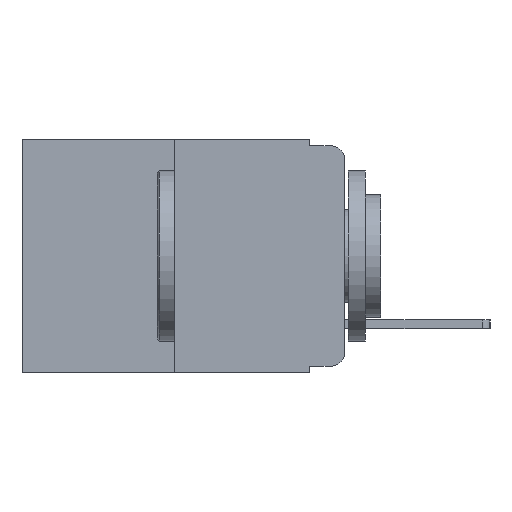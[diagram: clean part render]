
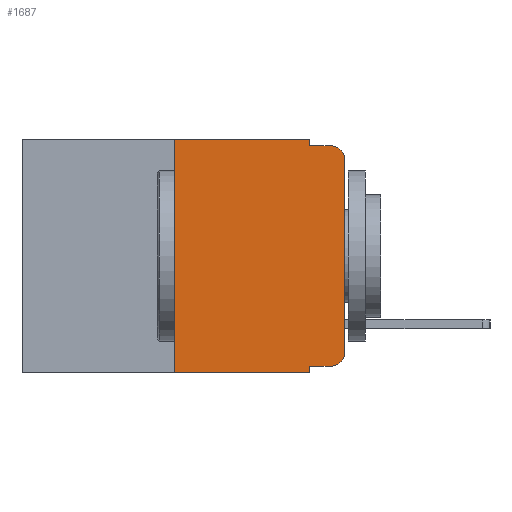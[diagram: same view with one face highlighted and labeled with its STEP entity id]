
A CAD part, left-side view. The second image highlights one B-rep face of the part: STEP entity #1687.
In plain terms, the highlighted planar face has unit normal (-1, 0, 0).
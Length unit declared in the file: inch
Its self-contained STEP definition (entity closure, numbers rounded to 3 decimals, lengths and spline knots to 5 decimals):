
#110 = EDGE_CURVE ( 'NONE', #230, #1791, #4103, .T. ) ;
#203 = DIRECTION ( 'NONE',  ( 0., 0., 1. ) ) ;
#230 = VERTEX_POINT ( 'NONE', #19269 ) ;
#828 = VERTEX_POINT ( 'NONE', #3914 ) ;
#1075 = VERTEX_POINT ( 'NONE', #18506 ) ;
#1099 = LINE ( 'NONE', #5858, #18902 ) ;
#1302 = DIRECTION ( 'NONE',  ( 0., 0., -1. ) ) ;
#1483 = CARTESIAN_POINT ( 'NONE',  ( 0., 0.051, -0.01 ) ) ;
#1534 = ORIENTED_EDGE ( 'NONE', *, *, #6294, .F. ) ;
#1687 = ADVANCED_FACE ( 'NONE', ( #12949 ), #15896, .F. ) ;
#1791 = VERTEX_POINT ( 'NONE', #14712 ) ;
#1852 = VECTOR ( 'NONE', #13642, 39.37008 ) ;
#1991 = CARTESIAN_POINT ( 'NONE',  ( 0., 0.02, -0.333 ) ) ;
#2003 = EDGE_CURVE ( 'NONE', #230, #17059, #3286, .T. ) ;
#2207 = CARTESIAN_POINT ( 'NONE',  ( 0., 0.473, -0.343 ) ) ;
#2361 = DIRECTION ( 'NONE',  ( 0., -1., 0. ) ) ;
#2854 = VERTEX_POINT ( 'NONE', #5859 ) ;
#3286 = LINE ( 'NONE', #11143, #6948 ) ;
#3336 = CARTESIAN_POINT ( 'NONE',  ( 0., 0.25, 0. ) ) ;
#3627 = DIRECTION ( 'NONE',  ( 0., -1., 0. ) ) ;
#3914 = CARTESIAN_POINT ( 'NONE',  ( 0., 0.051, -0.01 ) ) ;
#4103 = LINE ( 'NONE', #2207, #18642 ) ;
#4242 = CARTESIAN_POINT ( 'NONE',  ( 0., 0.02, -0.03 ) ) ;
#4682 = AXIS2_PLACEMENT_3D ( 'NONE', #15875, #15797, #15773 ) ;
#4861 = EDGE_CURVE ( 'NONE', #17059, #9878, #17001, .T. ) ;
#4995 = ORIENTED_EDGE ( 'NONE', *, *, #110, .T. ) ;
#5604 = ORIENTED_EDGE ( 'NONE', *, *, #12630, .T. ) ;
#5831 = DIRECTION ( 'NONE',  ( 0., 0., -1. ) ) ;
#5858 = CARTESIAN_POINT ( 'NONE',  ( 0., 0.051, -0.333 ) ) ;
#5859 = CARTESIAN_POINT ( 'NONE',  ( 0., 0., -0.03 ) ) ;
#6077 = CARTESIAN_POINT ( 'NONE',  ( 0., 0.051, 0. ) ) ;
#6294 = EDGE_CURVE ( 'NONE', #9878, #828, #8285, .T. ) ;
#6599 = LINE ( 'NONE', #1483, #1852 ) ;
#6781 = ORIENTED_EDGE ( 'NONE', *, *, #16471, .T. ) ;
#6948 = VECTOR ( 'NONE', #10277, 39.37008 ) ;
#7083 = LINE ( 'NONE', #11173, #10621 ) ;
#7187 = CARTESIAN_POINT ( 'NONE',  ( 0., 0.051, -0.333 ) ) ;
#7509 = ORIENTED_EDGE ( 'NONE', *, *, #15064, .T. ) ;
#7751 = CARTESIAN_POINT ( 'NONE',  ( 0., 0.051, 0. ) ) ;
#8285 = LINE ( 'NONE', #6077, #11710 ) ;
#8834 = DIRECTION ( 'NONE',  ( -1., 0., 0. ) ) ;
#9878 = VERTEX_POINT ( 'NONE', #11116 ) ;
#10277 = DIRECTION ( 'NONE',  ( 0., 0., 1. ) ) ;
#10621 = VECTOR ( 'NONE', #203, 39.37008 ) ;
#11116 = CARTESIAN_POINT ( 'NONE',  ( 0., 0.051, 0. ) ) ;
#11143 = CARTESIAN_POINT ( 'NONE',  ( 0., 0.25, 0. ) ) ;
#11173 = CARTESIAN_POINT ( 'NONE',  ( 0., 0., 0. ) ) ;
#11207 = VERTEX_POINT ( 'NONE', #7187 ) ;
#11337 = EDGE_CURVE ( 'NONE', #828, #14403, #6599, .T. ) ;
#11710 = VECTOR ( 'NONE', #1302, 39.37008 ) ;
#11904 = ORIENTED_EDGE ( 'NONE', *, *, #11337, .F. ) ;
#12630 = EDGE_CURVE ( 'NONE', #13195, #1075, #15882, .T. ) ;
#12949 = FACE_OUTER_BOUND ( 'NONE', #18569, .T. ) ;
#13195 = VERTEX_POINT ( 'NONE', #1991 ) ;
#13570 = EDGE_CURVE ( 'NONE', #11207, #13195, #1099, .T. ) ;
#13588 = DIRECTION ( 'NONE',  ( 0., 0., -1. ) ) ;
#13642 = DIRECTION ( 'NONE',  ( 0., -1., 0. ) ) ;
#14181 = ORIENTED_EDGE ( 'NONE', *, *, #4861, .F. ) ;
#14218 = AXIS2_PLACEMENT_3D ( 'NONE', #17287, #8834, #18693 ) ;
#14277 = ORIENTED_EDGE ( 'NONE', *, *, #13570, .T. ) ;
#14319 = VECTOR ( 'NONE', #13588, 39.37008 ) ;
#14403 = VERTEX_POINT ( 'NONE', #15913 ) ;
#14600 = DIRECTION ( 'NONE',  ( -1., 0., 0. ) ) ;
#14712 = CARTESIAN_POINT ( 'NONE',  ( 0., 0.051, -0.343 ) ) ;
#15064 = EDGE_CURVE ( 'NONE', #2854, #14403, #17978, .T. ) ;
#15697 = CARTESIAN_POINT ( 'NONE',  ( 0., 0.473, 0. ) ) ;
#15773 = DIRECTION ( 'NONE',  ( 0., 0., -1. ) ) ;
#15797 = DIRECTION ( 'NONE',  ( 1., 0., 0. ) ) ;
#15875 = CARTESIAN_POINT ( 'NONE',  ( 0., 0.473, 0. ) ) ;
#15882 = CIRCLE ( 'NONE', #14218, 0.02 ) ;
#15896 = PLANE ( 'NONE',  #4682 ) ;
#15913 = CARTESIAN_POINT ( 'NONE',  ( 0., 0.02, -0.01 ) ) ;
#16106 = VECTOR ( 'NONE', #2361, 39.37008 ) ;
#16471 = EDGE_CURVE ( 'NONE', #1075, #2854, #7083, .T. ) ;
#16764 = AXIS2_PLACEMENT_3D ( 'NONE', #4242, #14600, #5831 ) ;
#17001 = LINE ( 'NONE', #15697, #16106 ) ;
#17059 = VERTEX_POINT ( 'NONE', #3336 ) ;
#17194 = ORIENTED_EDGE ( 'NONE', *, *, #2003, .F. ) ;
#17287 = CARTESIAN_POINT ( 'NONE',  ( 0., 0.02, -0.313 ) ) ;
#17388 = DIRECTION ( 'NONE',  ( 0., -1., 0. ) ) ;
#17978 = CIRCLE ( 'NONE', #16764, 0.02 ) ;
#17982 = LINE ( 'NONE', #7751, #14319 ) ;
#18199 = EDGE_CURVE ( 'NONE', #11207, #1791, #17982, .T. ) ;
#18506 = CARTESIAN_POINT ( 'NONE',  ( 0., 0., -0.313 ) ) ;
#18569 = EDGE_LOOP ( 'NONE', ( #6781, #7509, #11904, #1534, #14181, #17194, #4995, #19193, #14277, #5604 ) ) ;
#18642 = VECTOR ( 'NONE', #3627, 39.37008 ) ;
#18693 = DIRECTION ( 'NONE',  ( 0., 0., -1. ) ) ;
#18902 = VECTOR ( 'NONE', #17388, 39.37008 ) ;
#19193 = ORIENTED_EDGE ( 'NONE', *, *, #18199, .F. ) ;
#19269 = CARTESIAN_POINT ( 'NONE',  ( 0., 0.25, -0.343 ) ) ;
